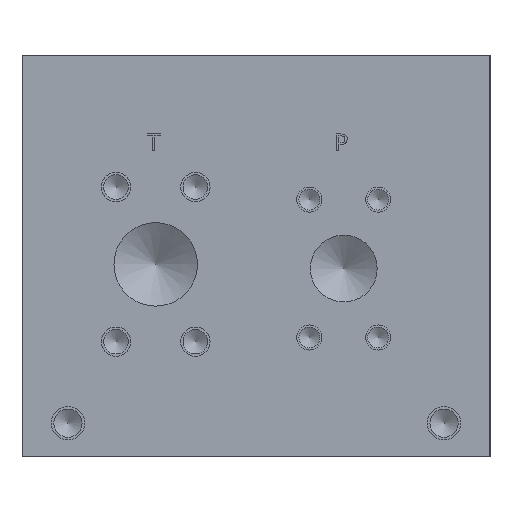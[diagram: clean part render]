
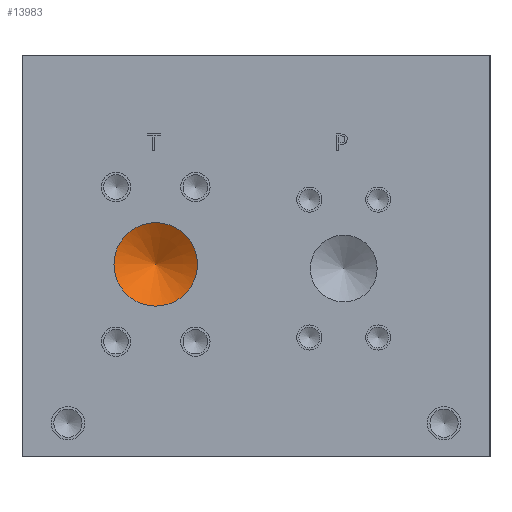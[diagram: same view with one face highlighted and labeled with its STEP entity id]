
A CAD part, left-side view. The second image highlights one B-rep face of the part: STEP entity #13983.
In plain terms, the highlighted conical face has half-angle 60 degrees and reference radius 7.938 mm.
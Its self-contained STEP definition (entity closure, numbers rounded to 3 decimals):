
#165=CONICAL_SURFACE('',#14811,7.938,1.047);
#418=CIRCLE('',#14812,15.875);
#419=CIRCLE('',#14813,15.875);
#1818=FACE_OUTER_BOUND('',#2664,.T.);
#2664=EDGE_LOOP('',(#11971,#11972,#11973,#11974));
#4008=LINE('',#23356,#5258);
#5258=VECTOR('',#17639,7.938);
#6707=VERTEX_POINT('',#23352);
#6708=VERTEX_POINT('',#23353);
#6709=VERTEX_POINT('',#23355);
#8560=EDGE_CURVE('',#6707,#6708,#418,.T.);
#8561=EDGE_CURVE('',#6708,#6709,#4008,.T.);
#8562=EDGE_CURVE('',#6708,#6707,#419,.T.);
#11971=ORIENTED_EDGE('',*,*,#8560,.T.);
#11972=ORIENTED_EDGE('',*,*,#8561,.T.);
#11973=ORIENTED_EDGE('',*,*,#8561,.F.);
#11974=ORIENTED_EDGE('',*,*,#8562,.T.);
#13983=ADVANCED_FACE('',(#1818),#165,.F.);
#14811=AXIS2_PLACEMENT_3D('',#23351,#17635,#17636);
#14812=AXIS2_PLACEMENT_3D('',#23354,#17637,#17638);
#14813=AXIS2_PLACEMENT_3D('',#23357,#17640,#17641);
#17635=DIRECTION('center_axis',(-1.,0.,0.));
#17636=DIRECTION('ref_axis',(0.,1.,0.));
#17637=DIRECTION('center_axis',(-1.,0.,0.));
#17638=DIRECTION('ref_axis',(0.,1.,0.));
#17639=DIRECTION('',(0.5,0.866,0.));
#17640=DIRECTION('center_axis',(-1.,0.,0.));
#17641=DIRECTION('ref_axis',(0.,1.,0.));
#23351=CARTESIAN_POINT('Origin',(13.748,127.,73.025));
#23352=CARTESIAN_POINT('',(9.165,142.875,73.025));
#23353=CARTESIAN_POINT('',(9.165,111.125,73.025));
#23354=CARTESIAN_POINT('Origin',(9.165,127.,73.025));
#23355=CARTESIAN_POINT('',(18.331,127.,73.025));
#23356=CARTESIAN_POINT('',(13.748,119.063,73.025));
#23357=CARTESIAN_POINT('Origin',(9.165,127.,73.025));
